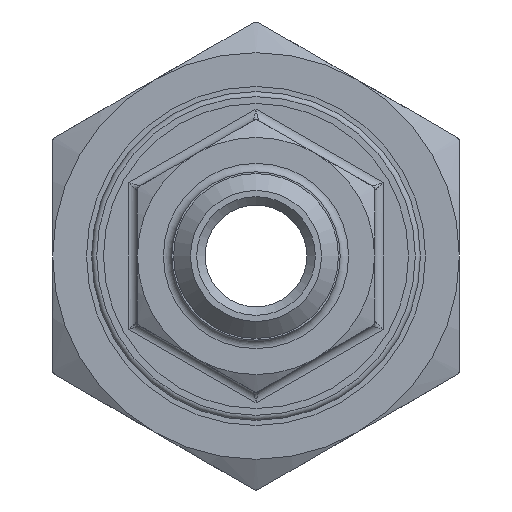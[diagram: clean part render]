
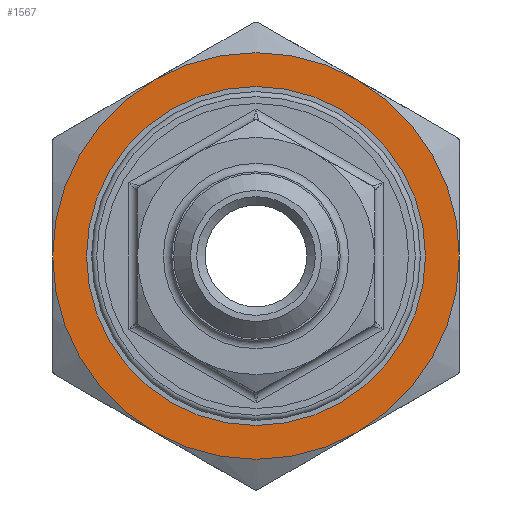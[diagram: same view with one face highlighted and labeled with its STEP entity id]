
A CAD part, front view. The second image highlights one B-rep face of the part: STEP entity #1567.
In plain terms, the highlighted planar face has unit normal (0, -1, 0).
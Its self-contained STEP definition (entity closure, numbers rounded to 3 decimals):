
#338=PLANE('',#1752);
#366=FACE_BOUND('',#614,.T.);
#476=FACE_OUTER_BOUND('',#613,.T.);
#613=EDGE_LOOP('',(#1443,#1444,#1445,#1446,#1447,#1448));
#614=EDGE_LOOP('',(#1449));
#620=CIRCLE('',#1581,12.);
#621=CIRCLE('',#1585,12.);
#622=CIRCLE('',#1589,12.);
#623=CIRCLE('',#1593,12.);
#625=CIRCLE('',#1599,12.);
#669=CIRCLE('',#1733,12.);
#673=CIRCLE('',#1742,10.);
#684=VERTEX_POINT('',#2222);
#688=VERTEX_POINT('',#2240);
#691=VERTEX_POINT('',#2270);
#697=VERTEX_POINT('',#2314);
#703=VERTEX_POINT('',#2358);
#714=VERTEX_POINT('',#2435);
#805=VERTEX_POINT('',#3227);
#822=EDGE_CURVE('',#684,#688,#620,.T.);
#831=EDGE_CURVE('',#691,#684,#621,.T.);
#840=EDGE_CURVE('',#697,#691,#622,.T.);
#849=EDGE_CURVE('',#703,#697,#623,.T.);
#860=EDGE_CURVE('',#688,#714,#625,.T.);
#1016=EDGE_CURVE('',#714,#703,#669,.T.);
#1021=EDGE_CURVE('',#805,#805,#673,.T.);
#1443=ORIENTED_EDGE('',*,*,#831,.T.);
#1444=ORIENTED_EDGE('',*,*,#822,.T.);
#1445=ORIENTED_EDGE('',*,*,#860,.T.);
#1446=ORIENTED_EDGE('',*,*,#1016,.T.);
#1447=ORIENTED_EDGE('',*,*,#849,.T.);
#1448=ORIENTED_EDGE('',*,*,#840,.T.);
#1449=ORIENTED_EDGE('',*,*,#1021,.T.);
#1567=ADVANCED_FACE('',(#476,#366),#338,.F.);
#1581=AXIS2_PLACEMENT_3D('',#2244,#1779,#1780);
#1585=AXIS2_PLACEMENT_3D('',#2288,#1789,#1790);
#1589=AXIS2_PLACEMENT_3D('',#2332,#1799,#1800);
#1593=AXIS2_PLACEMENT_3D('',#2376,#1809,#1810);
#1599=AXIS2_PLACEMENT_3D('',#2439,#1824,#1825);
#1733=AXIS2_PLACEMENT_3D('',#3212,#2140,#2141);
#1742=AXIS2_PLACEMENT_3D('',#3228,#2158,#2159);
#1752=AXIS2_PLACEMENT_3D('',#3240,#2178,#2179);
#1779=DIRECTION('center_axis',(0.,-1.,0.));
#1780=DIRECTION('ref_axis',(1.,0.,0.));
#1789=DIRECTION('center_axis',(0.,-1.,0.));
#1790=DIRECTION('ref_axis',(1.,0.,0.));
#1799=DIRECTION('center_axis',(0.,-1.,0.));
#1800=DIRECTION('ref_axis',(1.,0.,0.));
#1809=DIRECTION('center_axis',(0.,-1.,0.));
#1810=DIRECTION('ref_axis',(1.,0.,0.));
#1824=DIRECTION('center_axis',(0.,-1.,0.));
#1825=DIRECTION('ref_axis',(1.,0.,0.));
#2140=DIRECTION('center_axis',(0.,-1.,0.));
#2141=DIRECTION('ref_axis',(1.,0.,0.));
#2158=DIRECTION('center_axis',(0.,1.,0.));
#2159=DIRECTION('ref_axis',(1.,0.,0.));
#2178=DIRECTION('center_axis',(0.,1.,0.));
#2179=DIRECTION('ref_axis',(0.,0.,1.));
#2222=CARTESIAN_POINT('',(-6.,-6.75,-10.392));
#2240=CARTESIAN_POINT('',(6.,-6.75,-10.392));
#2244=CARTESIAN_POINT('Origin',(0.,-6.75,0.));
#2270=CARTESIAN_POINT('',(-12.,-6.75,0.));
#2288=CARTESIAN_POINT('Origin',(0.,-6.75,0.));
#2314=CARTESIAN_POINT('',(-6.,-6.75,10.392));
#2332=CARTESIAN_POINT('Origin',(0.,-6.75,0.));
#2358=CARTESIAN_POINT('',(6.,-6.75,10.392));
#2376=CARTESIAN_POINT('Origin',(0.,-6.75,0.));
#2435=CARTESIAN_POINT('',(12.,-6.75,0.));
#2439=CARTESIAN_POINT('Origin',(0.,-6.75,0.));
#3212=CARTESIAN_POINT('Origin',(0.,-6.75,0.));
#3227=CARTESIAN_POINT('',(-10.,-6.75,0.));
#3228=CARTESIAN_POINT('Origin',(0.,-6.75,0.));
#3240=CARTESIAN_POINT('Origin',(0.,-6.75,0.));
